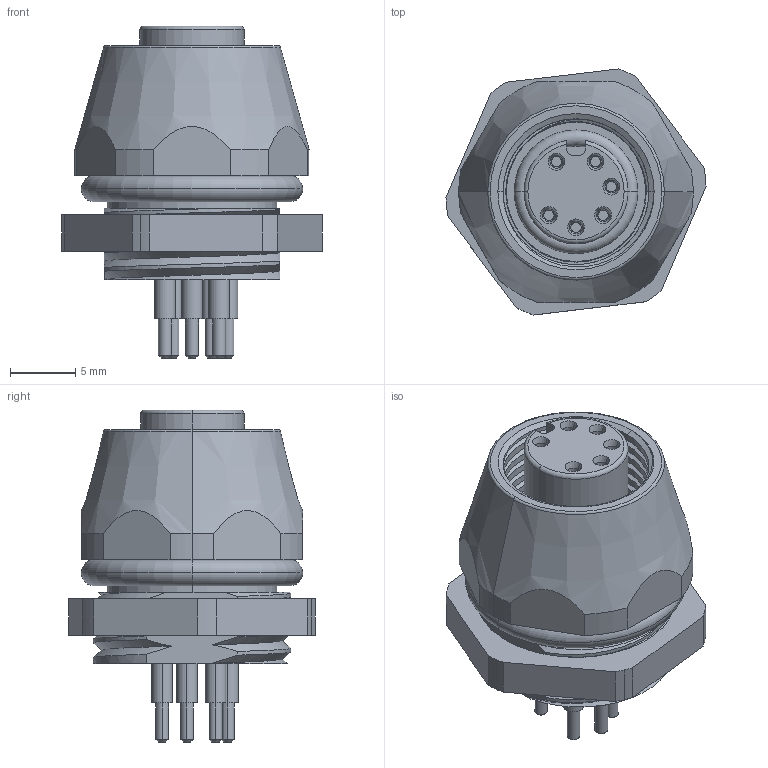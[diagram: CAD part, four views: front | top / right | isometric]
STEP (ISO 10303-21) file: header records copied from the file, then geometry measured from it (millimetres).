
FILE_DESCRIPTION (( 'STEP AP203' ), '1' );
FILE_NAME ('FEK621-P.STEP', '2019-03-13T02:45:49', ( 'User' ), ( 'china' ), 'SwSTEP 2.0', 'SolidWorks 2012', '' );
FILE_SCHEMA (( 'CONFIG_CONTROL_DESIGN' ));
Length unit declared in the file: millimetre
Products named in the file (8): M12-Pg9謂釱綴坶踡楊擘; O型圈-15X2; M12-A扣6芯孔座（法兰用）; FEK621-P; M12-6、8芯PCB插孔（法兰用）; O型圈; M12-Pg9綴坶踡蹟譫; O型圈-9X1
Assembly tree (12 placements, depth 2):
  FEK621-P
    M12-Pg9謂釱綴坶踡楊擘
    M12-A扣6芯孔座（法兰用）
    O型圈-15X2
    O型圈-9X1
    M12-Pg9綴坶踡蹟譫
    O型圈
    M12-6、8芯PCB插孔（法兰用）  x6
Bounding box: 19.98 x 18.9 x 25.5 mm (x, y, z)
Volume: 2948.6 mm3; surface area: 4899.1 mm2
Topology: 12 solids, 12 shells, 452 faces, 1076 edges, 697 vertices
Faces by surface type: cylinder 199, plane 164, cone 43, torus 27, bspline 19
Entity records: 12436 total; most frequent: CARTESIAN_POINT 5410, DIRECTION 1301, ORIENTED_EDGE 1272, EDGE_CURVE 636, AXIS2_PLACEMENT_3D 528, VERTEX_POINT 407, EDGE_LOOP 293, CIRCLE 275
